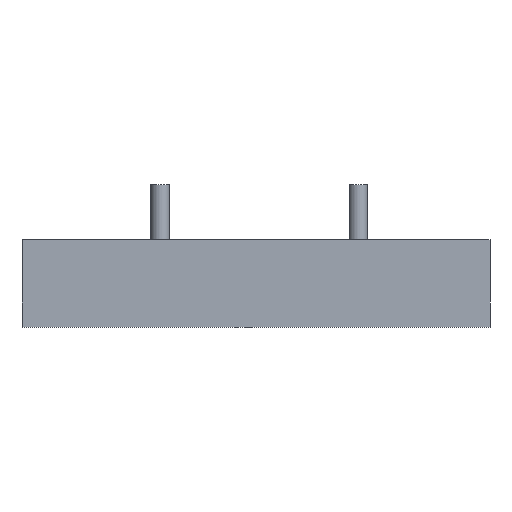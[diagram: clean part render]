
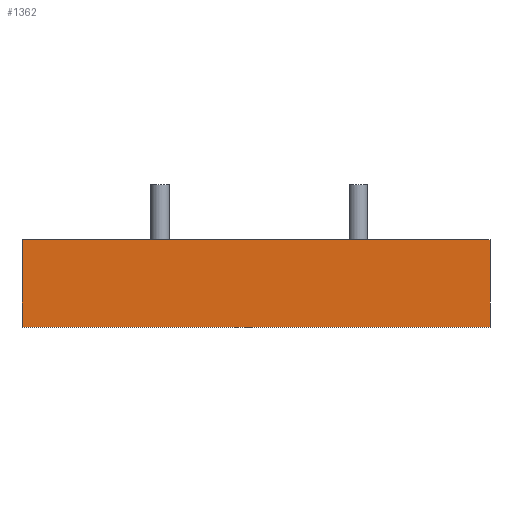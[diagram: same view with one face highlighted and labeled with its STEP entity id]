
A CAD part, front view. The second image highlights one B-rep face of the part: STEP entity #1362.
In plain terms, the highlighted planar face has unit normal (0, -1, 0).
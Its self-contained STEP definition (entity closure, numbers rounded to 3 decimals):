
#191=FACE_OUTER_BOUND('',#295,.T.);
#295=EDGE_LOOP('',(#1208,#1209,#1210,#1211));
#391=LINE('',#2377,#492);
#394=LINE('',#2382,#495);
#396=LINE('',#2386,#497);
#397=LINE('',#2388,#498);
#492=VECTOR('',#1977,10.);
#495=VECTOR('',#1982,10.);
#497=VECTOR('',#1986,10.);
#498=VECTOR('',#1989,10.);
#654=VERTEX_POINT('',#2374);
#655=VERTEX_POINT('',#2376);
#656=VERTEX_POINT('',#2380);
#657=VERTEX_POINT('',#2384);
#837=EDGE_CURVE('',#654,#655,#391,.T.);
#840=EDGE_CURVE('',#656,#654,#394,.T.);
#842=EDGE_CURVE('',#657,#655,#396,.T.);
#843=EDGE_CURVE('',#657,#656,#397,.T.);
#1208=ORIENTED_EDGE('',*,*,#843,.F.);
#1209=ORIENTED_EDGE('',*,*,#842,.T.);
#1210=ORIENTED_EDGE('',*,*,#837,.F.);
#1211=ORIENTED_EDGE('',*,*,#840,.F.);
#1278=PLANE('',#1546);
#1362=ADVANCED_FACE('',(#191),#1278,.T.);
#1546=AXIS2_PLACEMENT_3D('',#2387,#1987,#1988);
#1977=DIRECTION('',(1.,0.,0.));
#1982=DIRECTION('',(0.,0.,1.));
#1986=DIRECTION('',(0.,0.,1.));
#1987=DIRECTION('center_axis',(0.,-1.,0.));
#1988=DIRECTION('ref_axis',(1.,0.,0.));
#1989=DIRECTION('',(-1.,0.,0.));
#2374=CARTESIAN_POINT('',(-19.,-31.5,7.1));
#2376=CARTESIAN_POINT('',(19.,-31.5,7.1));
#2377=CARTESIAN_POINT('',(-19.,-31.5,7.1));
#2380=CARTESIAN_POINT('',(-19.,-31.5,0.));
#2382=CARTESIAN_POINT('',(-19.,-31.5,0.));
#2384=CARTESIAN_POINT('',(19.,-31.5,0.));
#2386=CARTESIAN_POINT('',(19.,-31.5,0.));
#2387=CARTESIAN_POINT('Origin',(-19.,-31.5,0.));
#2388=CARTESIAN_POINT('',(19.,-31.5,0.));
